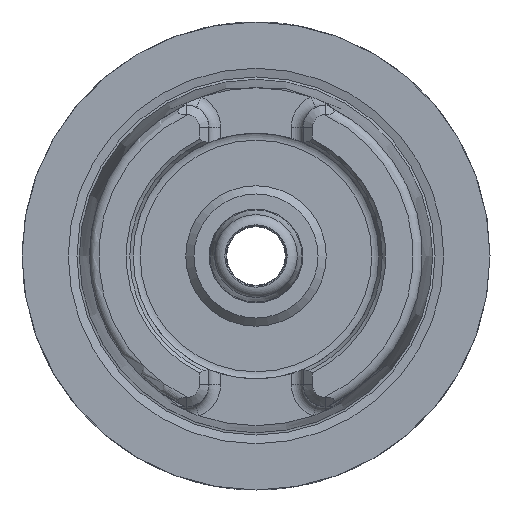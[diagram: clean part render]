
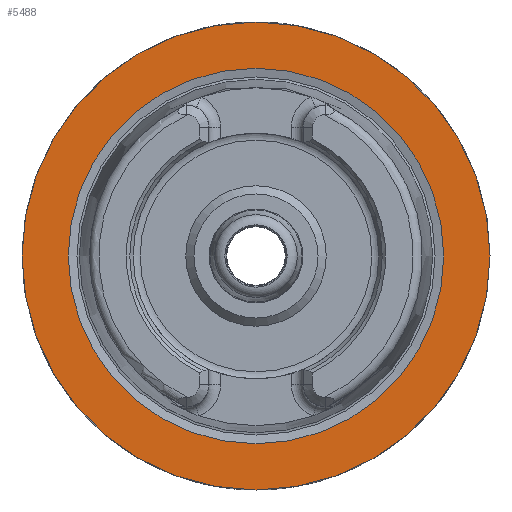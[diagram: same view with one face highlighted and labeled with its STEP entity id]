
A CAD part, left-side view. The second image highlights one B-rep face of the part: STEP entity #5488.
In plain terms, the highlighted planar face has unit normal (-1, 0, 0).
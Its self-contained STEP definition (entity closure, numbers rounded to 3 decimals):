
#4574=CARTESIAN_POINT('',(0.0,20.0,0.0));
#4575=VERTEX_POINT('',#4574);
#4576=CARTESIAN_POINT('',(0.0,0.0,0.0));
#4577=DIRECTION('',(1.0,0.0,0.0));
#4578=DIRECTION('',(0.0,1.0,0.0));
#4579=AXIS2_PLACEMENT_3D('',#4576,#4577,#4578);
#4580=CIRCLE('',#4579,20.0);
#4581=EDGE_CURVE('',#4575,#4575,#4580,.T.);
#5462=CARTESIAN_POINT('',(0.0,16.046,0.0));
#5463=VERTEX_POINT('',#5462);
#5464=CARTESIAN_POINT('',(0.0,0.0,0.0));
#5465=DIRECTION('',(1.0,0.0,0.0));
#5466=DIRECTION('',(0.0,1.0,0.0));
#5467=AXIS2_PLACEMENT_3D('',#5464,#5465,#5466);
#5468=CIRCLE('',#5467,16.046);
#5469=EDGE_CURVE('',#5463,#5463,#5468,.T.);
#5477=CARTESIAN_POINT('',(0.0,18.023,0.0));
#5478=DIRECTION('',(-1.0,0.0,0.0));
#5479=DIRECTION('',(0.0,0.0,1.0));
#5480=AXIS2_PLACEMENT_3D('',#5477,#5478,#5479);
#5481=PLANE('',#5480);
#5482=ORIENTED_EDGE('',*,*,#4581,.F.);
#5483=EDGE_LOOP('',(#5482));
#5484=FACE_OUTER_BOUND('',#5483,.T.);
#5485=ORIENTED_EDGE('',*,*,#5469,.T.);
#5486=EDGE_LOOP('',(#5485));
#5487=FACE_BOUND('',#5486,.T.);
#5488=ADVANCED_FACE('',(#5484,#5487),#5481,.T.);
